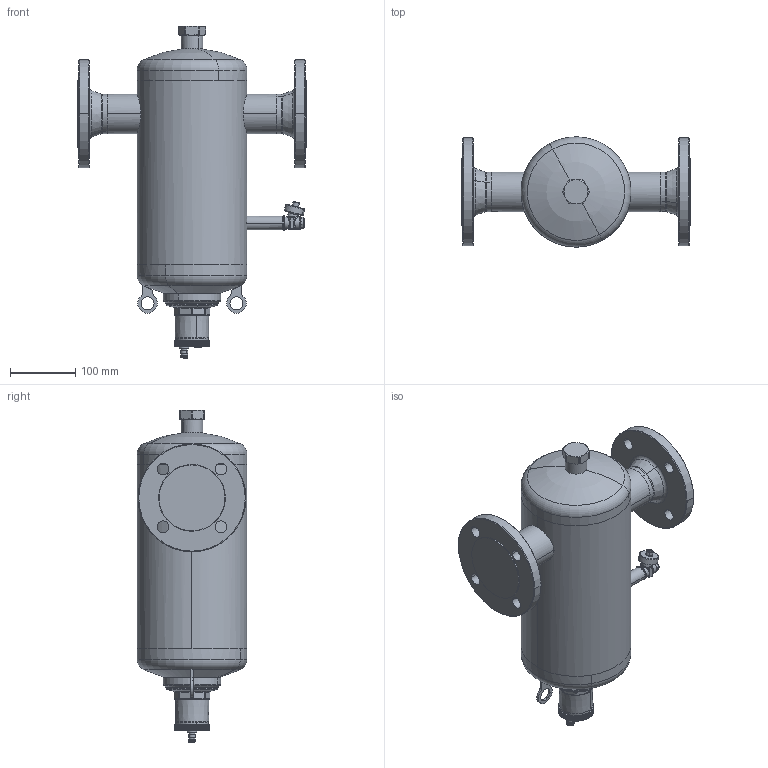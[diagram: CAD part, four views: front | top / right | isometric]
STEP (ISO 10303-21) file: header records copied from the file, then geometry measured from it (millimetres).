
FILE_DESCRIPTION(('CATIA V5 STEP Exchange'),'2;1');
FILE_NAME('STEP_551050_-_TST.stp','2019-09-23T09:05:28+00:00',('none'),('none'),'CATIA Version 5-6 Release 2016 SP4','CATIA V5 STEP AP203','none');
FILE_SCHEMA(('CONFIG_CONTROL_DESIGN'));
Length unit declared in the file: millimetre
Products named in the file (1): 551050 - TST
Bounding box: 350 x 168.27 x 508 mm (x, y, z)
Volume: 9383701.7 mm3; surface area: 378164.7 mm2
Topology: 3 solids, 3 shells, 1284 faces, 3403 edges, 2125 vertices
Faces by surface type: cylinder 599, plane 367, bspline 127, cone 78, torus 74, sphere 39
Entity records: 48001 total; most frequent: CARTESIAN_POINT 20815, ORIENTED_EDGE 6750, DIRECTION 3717, EDGE_CURVE 3375, VERTEX_POINT 2125, AXIS2_PLACEMENT_3D 1690, B_SPLINE_CURVE_WITH_KNOTS 1474, EDGE_LOOP 1332
